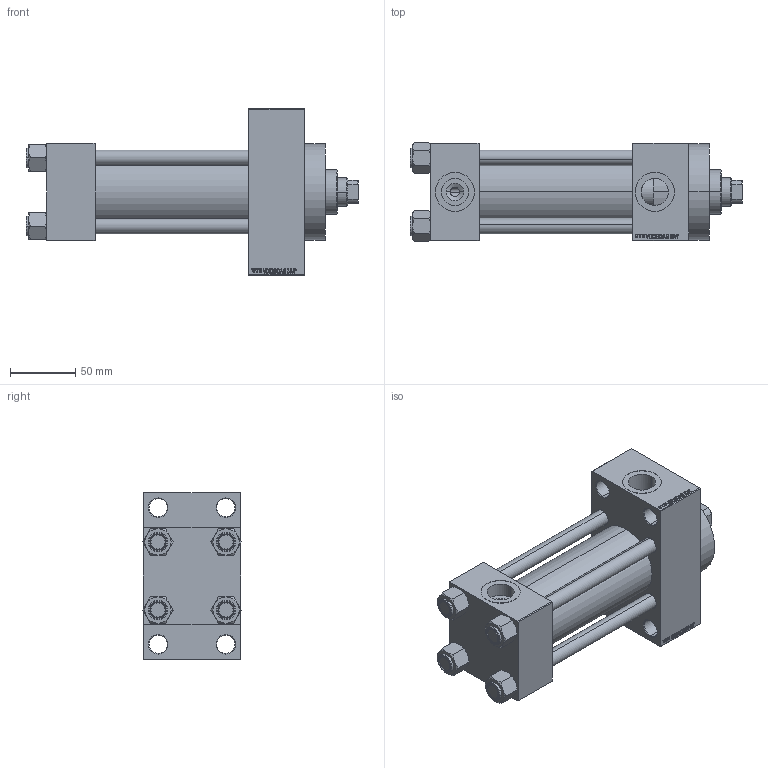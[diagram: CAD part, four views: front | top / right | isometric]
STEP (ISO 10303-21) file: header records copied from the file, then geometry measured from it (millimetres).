
FILE_DESCRIPTION (( 'STEP AP203' ), '1' );
FILE_NAME ('204e.STEP', '2022-04-14T16:17:10', ( '' ), ( '' ), 'SwSTEP 2.0', 'SolidWorks 2019', '' );
FILE_SCHEMA (( 'CONFIG_CONTROL_DESIGN' ));
Length unit declared in the file: millimetre
Products named in the file (6): V215_VC_A 01bd004aa7a5d3cc3c1e0a0ffb511286; NUT_M5_D 01bd004aa7a5d3cc3c1e0a0ffb511286; V215CR_D_Body 01bd004aa7a5d3cc3c1e0a0ffb511286; V215CR_D_TYCINKA 01bd004aa7a5d3cc3c1e0a0ffb511286; V215CR_VCP_D 01bd004aa7a5d3cc3c1e0a0ffb511286; 204e
Assembly tree (11 placements, depth 2):
  204e
    V215CR_D_Body 01bd004aa7a5d3cc3c1e0a0ffb511286
    V215CR_VCP_D 01bd004aa7a5d3cc3c1e0a0ffb511286
    NUT_M5_D 01bd004aa7a5d3cc3c1e0a0ffb511286  x4
    V215CR_D_TYCINKA 01bd004aa7a5d3cc3c1e0a0ffb511286  x4
    V215_VC_A 01bd004aa7a5d3cc3c1e0a0ffb511286
Bounding box: 255 x 75.54 x 128 mm (x, y, z)
Volume: 877200.2 mm3; surface area: 199797.2 mm2
Topology: 11 solids, 11 shells, 1111 faces, 2767 edges, 1791 vertices
Faces by surface type: plane 499, bspline 368, cone 144, cylinder 92, torus 8
Entity records: 47429 total; most frequent: CARTESIAN_POINT 25114, ORIENTED_EDGE 5026, DIRECTION 3233, EDGE_CURVE 2513, VERTEX_POINT 1647, VECTOR 1509, LINE 1509, EDGE_LOOP 1124
